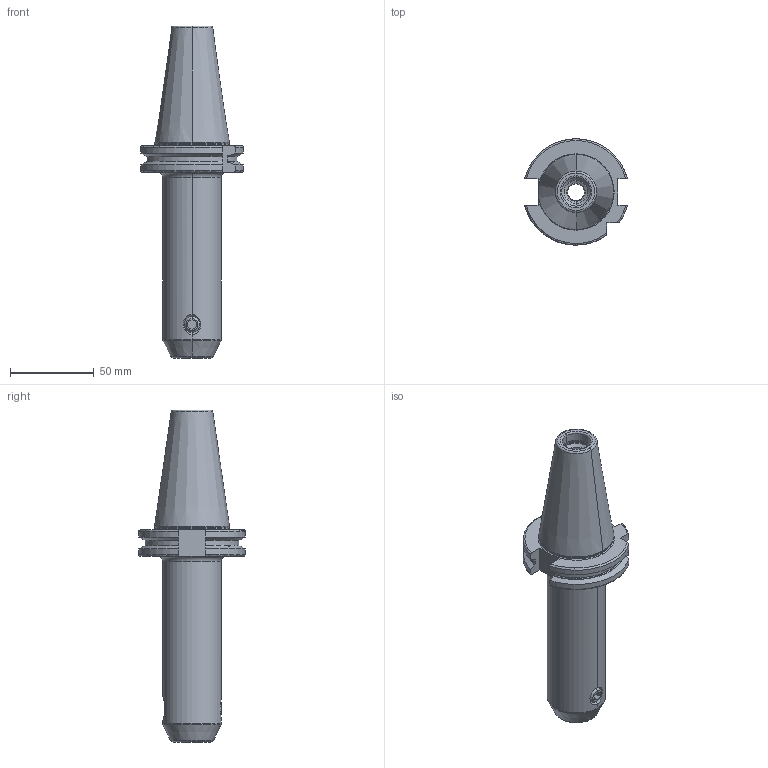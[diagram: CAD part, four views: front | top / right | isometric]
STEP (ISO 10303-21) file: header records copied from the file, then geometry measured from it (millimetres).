
FILE_DESCRIPTION((''),'2;1');
FILE_NAME('403_04_10_130','2021-03-26T',('103090'),(''),'CREO PARAMETRIC BY PTC INC, 2016260','CREO PARAMETRIC BY PTC INC, 2016260','');
FILE_SCHEMA(('CONFIG_CONTROL_DESIGN'));
Length unit declared in the file: millimetre
Products named in the file (1): 403_04_10_130
Bounding box: 61.48 x 63.54 x 198.4 mm (x, y, z)
Volume: 178166.9 mm3; surface area: 38098.6 mm2
Topology: 1 solids, 1 shells, 126 faces, 310 edges, 194 vertices
Faces by surface type: torus 34, cylinder 31, plane 31, cone 28, sphere 2
Entity records: 4046 total; most frequent: CARTESIAN_POINT 1021, DIRECTION 662, ORIENTED_EDGE 602, EDGE_CURVE 301, AXIS2_PLACEMENT_3D 270, VERTEX_POINT 184, CIRCLE 141, EDGE_LOOP 135
